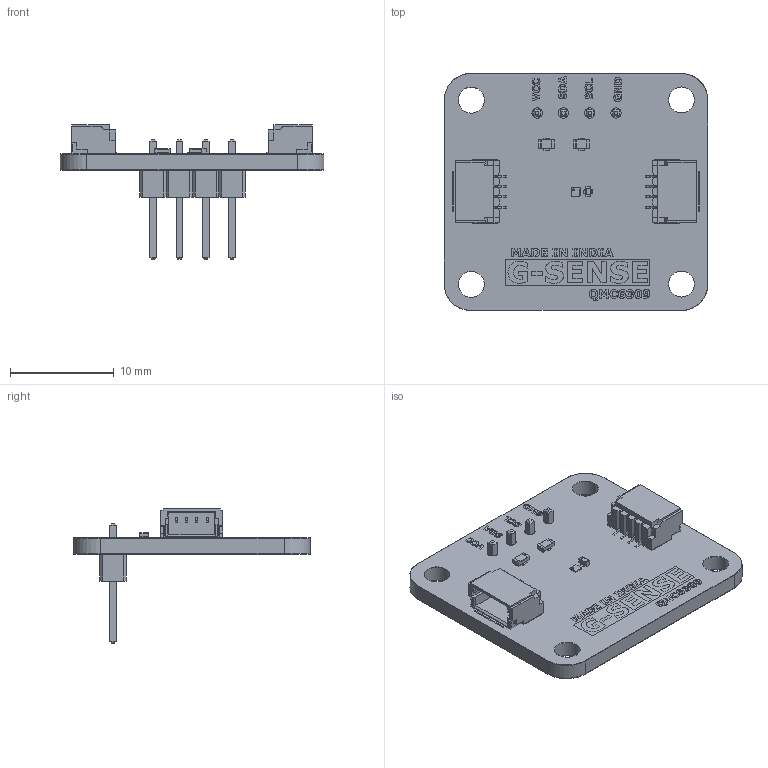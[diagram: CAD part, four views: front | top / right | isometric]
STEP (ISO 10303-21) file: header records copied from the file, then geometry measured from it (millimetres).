
FILE_DESCRIPTION(('KiCad electronic assembly'),'2;1');
FILE_NAME('PCBCUPID-MAGNETOMETER.step','2025-07-15T13:33:41',('Pcbnew'), ('Kicad'),'Open CASCADE STEP processor 7.8','KiCad to STEP converter', 'Unknown');
FILE_SCHEMA(('AUTOMOTIVE_DESIGN { 1 0 10303 214 1 1 1 1 }'));
Length unit declared in the file: millimetre
Products named in the file (10): PCBCUPID-MAGNETOMETER 1; PRT-14417--3DModel-STEP-1; C_0402_1005Metric; R_0603_1608Metric; BGA-9_1.6x1.6mm_Layout3x3_P0.5mm; PinHeader_1x04_P2.54mm_Vertical; PCBCUPID-MAGNETOMETER_copper; PCBCUPID-MAGNETOMETER_silkscreen; PCBCUPID-MAGNETOMETER_soldermask; PCBCUPID-MAGNETOMETER_PCB
Assembly tree (11 placements, depth 2):
  PCBCUPID-MAGNETOMETER 1
    PRT-14417--3DModel-STEP-1  x2
    C_0402_1005Metric
    R_0603_1608Metric  x2
    BGA-9_1.6x1.6mm_Layout3x3_P0.5mm
    PinHeader_1x04_P2.54mm_Vertical
    PCBCUPID-MAGNETOMETER_copper
    PCBCUPID-MAGNETOMETER_silkscreen
    PCBCUPID-MAGNETOMETER_soldermask
    PCBCUPID-MAGNETOMETER_PCB
Bounding box: 25.44 x 22.86 x 12.97 mm (x, y, z)
Volume: 996.6 mm3; surface area: 3155.9 mm2
Topology: 20 solids, 130 shells, 782 faces, 5174 edges, 4516 vertices
Faces by surface type: plane 646, cylinder 120, bspline 16
Full cylindrical faces by diameter (mm): 1 x4, 2.5 x4
Entity records: 43782 total; most frequent: CARTESIAN_POINT 9337, DIRECTION 5933, ORIENTED_EDGE 5555, EDGE_CURVE 4454, VERTEX_POINT 4061, LINE 3959, VECTOR 3959, AXIS2_PLACEMENT_3D 987
